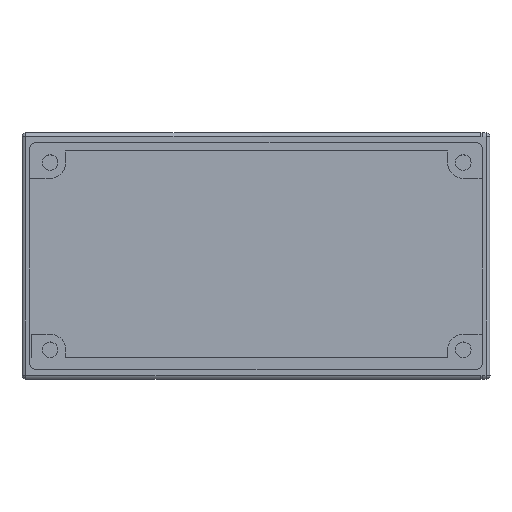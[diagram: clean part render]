
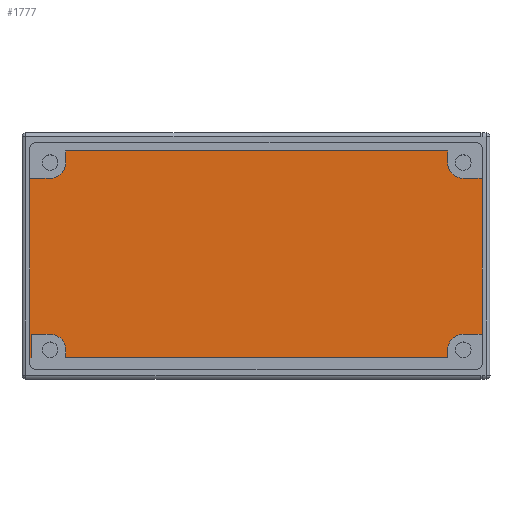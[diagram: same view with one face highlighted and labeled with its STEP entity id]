
A CAD part, top view. The second image highlights one B-rep face of the part: STEP entity #1777.
In plain terms, the highlighted planar face has unit normal (0, 0, 1).
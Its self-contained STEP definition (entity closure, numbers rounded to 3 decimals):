
#61=PLANE('',#1959);
#146=CIRCLE('',#1948,4.);
#148=CIRCLE('',#1955,4.);
#151=CIRCLE('',#1960,4.);
#152=CIRCLE('',#1961,4.);
#224=FACE_OUTER_BOUND('',#336,.T.);
#336=EDGE_LOOP('',(#1513,#1514,#1515,#1516,#1517,#1518,#1519,#1520,#1521,
#1522,#1523,#1524,#1525,#1526,#1527,#1528,#1529,#1530));
#477=LINE('',#2889,#662);
#481=LINE('',#2897,#666);
#505=LINE('',#2978,#690);
#509=LINE('',#2990,#694);
#511=LINE('',#2995,#696);
#515=LINE('',#3002,#700);
#518=LINE('',#3008,#703);
#519=LINE('',#3019,#704);
#520=LINE('',#3021,#705);
#521=LINE('',#3023,#706);
#522=LINE('',#3027,#707);
#523=LINE('',#3029,#708);
#524=LINE('',#3031,#709);
#525=LINE('',#3034,#710);
#662=VECTOR('',#2259,10.);
#666=VECTOR('',#2267,10.);
#690=VECTOR('',#2363,10.);
#694=VECTOR('',#2375,10.);
#696=VECTOR('',#2379,10.);
#700=VECTOR('',#2385,10.);
#703=VECTOR('',#2390,10.);
#704=VECTOR('',#2405,10.);
#705=VECTOR('',#2406,10.);
#706=VECTOR('',#2407,10.);
#707=VECTOR('',#2410,10.);
#708=VECTOR('',#2411,10.);
#709=VECTOR('',#2412,10.);
#710=VECTOR('',#2415,10.);
#849=VERTEX_POINT('',#2886);
#850=VERTEX_POINT('',#2888);
#851=VERTEX_POINT('',#2894);
#852=VERTEX_POINT('',#2896);
#873=VERTEX_POINT('',#2976);
#875=VERTEX_POINT('',#2982);
#877=VERTEX_POINT('',#2988);
#879=VERTEX_POINT('',#2994);
#881=VERTEX_POINT('',#3000);
#883=VERTEX_POINT('',#3006);
#886=VERTEX_POINT('',#3018);
#887=VERTEX_POINT('',#3020);
#888=VERTEX_POINT('',#3022);
#889=VERTEX_POINT('',#3024);
#890=VERTEX_POINT('',#3026);
#891=VERTEX_POINT('',#3028);
#892=VERTEX_POINT('',#3030);
#893=VERTEX_POINT('',#3032);
#1045=EDGE_CURVE('',#849,#850,#477,.T.);
#1049=EDGE_CURVE('',#851,#852,#481,.T.);
#1090=EDGE_CURVE('',#849,#873,#505,.T.);
#1093=EDGE_CURVE('',#873,#875,#146,.T.);
#1096=EDGE_CURVE('',#875,#877,#509,.T.);
#1098=EDGE_CURVE('',#879,#852,#511,.T.);
#1102=EDGE_CURVE('',#877,#881,#515,.T.);
#1105=EDGE_CURVE('',#881,#883,#518,.T.);
#1107=EDGE_CURVE('',#883,#879,#148,.T.);
#1110=EDGE_CURVE('',#851,#886,#519,.T.);
#1111=EDGE_CURVE('',#886,#887,#520,.T.);
#1112=EDGE_CURVE('',#887,#888,#521,.T.);
#1113=EDGE_CURVE('',#888,#889,#151,.T.);
#1114=EDGE_CURVE('',#889,#890,#522,.T.);
#1115=EDGE_CURVE('',#890,#891,#523,.T.);
#1116=EDGE_CURVE('',#891,#892,#524,.T.);
#1117=EDGE_CURVE('',#892,#893,#152,.T.);
#1118=EDGE_CURVE('',#893,#850,#525,.T.);
#1513=ORIENTED_EDGE('',*,*,#1090,.T.);
#1514=ORIENTED_EDGE('',*,*,#1093,.T.);
#1515=ORIENTED_EDGE('',*,*,#1096,.T.);
#1516=ORIENTED_EDGE('',*,*,#1102,.T.);
#1517=ORIENTED_EDGE('',*,*,#1105,.T.);
#1518=ORIENTED_EDGE('',*,*,#1107,.T.);
#1519=ORIENTED_EDGE('',*,*,#1098,.T.);
#1520=ORIENTED_EDGE('',*,*,#1049,.F.);
#1521=ORIENTED_EDGE('',*,*,#1110,.T.);
#1522=ORIENTED_EDGE('',*,*,#1111,.T.);
#1523=ORIENTED_EDGE('',*,*,#1112,.T.);
#1524=ORIENTED_EDGE('',*,*,#1113,.T.);
#1525=ORIENTED_EDGE('',*,*,#1114,.T.);
#1526=ORIENTED_EDGE('',*,*,#1115,.T.);
#1527=ORIENTED_EDGE('',*,*,#1116,.T.);
#1528=ORIENTED_EDGE('',*,*,#1117,.T.);
#1529=ORIENTED_EDGE('',*,*,#1118,.T.);
#1530=ORIENTED_EDGE('',*,*,#1045,.F.);
#1777=ADVANCED_FACE('',(#224),#61,.T.);
#1948=AXIS2_PLACEMENT_3D('',#2984,#2369,#2370);
#1955=AXIS2_PLACEMENT_3D('',#3011,#2395,#2396);
#1959=AXIS2_PLACEMENT_3D('',#3017,#2403,#2404);
#1960=AXIS2_PLACEMENT_3D('',#3025,#2408,#2409);
#1961=AXIS2_PLACEMENT_3D('',#3033,#2413,#2414);
#2259=DIRECTION('',(0.,-1.,0.));
#2267=DIRECTION('',(0.,1.,0.));
#2363=DIRECTION('',(-1.,0.,0.));
#2369=DIRECTION('center_axis',(0.,0.,-1.));
#2370=DIRECTION('ref_axis',(-1.,0.,0.));
#2375=DIRECTION('',(0.,1.,0.));
#2379=DIRECTION('',(-1.,0.,0.));
#2385=DIRECTION('',(-1.,0.,0.));
#2390=DIRECTION('',(0.,-1.,0.));
#2395=DIRECTION('center_axis',(0.,0.,-1.));
#2396=DIRECTION('ref_axis',(-1.,0.,0.));
#2403=DIRECTION('center_axis',(0.,0.,1.));
#2404=DIRECTION('ref_axis',(0.,-1.,0.));
#2405=DIRECTION('',(1.,0.,0.));
#2406=DIRECTION('',(0.,1.,0.));
#2407=DIRECTION('',(1.,0.,0.));
#2408=DIRECTION('center_axis',(0.,0.,-1.));
#2409=DIRECTION('ref_axis',(-1.,0.,0.));
#2410=DIRECTION('',(0.,-1.,0.));
#2411=DIRECTION('',(1.,0.,0.));
#2412=DIRECTION('',(0.,1.,0.));
#2413=DIRECTION('center_axis',(0.,0.,-1.));
#2414=DIRECTION('ref_axis',(-1.,0.,0.));
#2415=DIRECTION('',(1.,0.,0.));
#2886=CARTESIAN_POINT('',(207.851,-69.999,-3.));
#2888=CARTESIAN_POINT('',(207.859,-109.999,-3.));
#2889=CARTESIAN_POINT('',(207.852,-75.414,-3.));
#2894=CARTESIAN_POINT('',(91.8,-116.,-3.));
#2896=CARTESIAN_POINT('',(91.8,-70.,-3.));
#2897=CARTESIAN_POINT('',(91.8,-118.493,-3.));
#2976=CARTESIAN_POINT('',(203.,-70.,-3.));
#2978=CARTESIAN_POINT('',(147.651,-70.01,-3.));
#2982=CARTESIAN_POINT('',(199.,-66.,-3.));
#2984=CARTESIAN_POINT('Origin',(203.,-66.,-3.));
#2988=CARTESIAN_POINT('',(199.,-63.,-3.));
#2990=CARTESIAN_POINT('',(199.,-61.95,-3.));
#2994=CARTESIAN_POINT('',(97.,-70.,-3.));
#2995=CARTESIAN_POINT('',(92.05,-70.,-3.));
#3000=CARTESIAN_POINT('',(101.,-63.,-3.));
#3002=CARTESIAN_POINT('',(96.65,-63.,-3.));
#3006=CARTESIAN_POINT('',(101.,-66.,-3.));
#3008=CARTESIAN_POINT('',(101.,-63.45,-3.));
#3011=CARTESIAN_POINT('Origin',(97.,-66.,-3.));
#3017=CARTESIAN_POINT('Origin',(92.3,-60.9,-3.));
#3018=CARTESIAN_POINT('',(92.3,-116.,-3.));
#3019=CARTESIAN_POINT('',(92.3,-116.,-3.));
#3020=CARTESIAN_POINT('',(92.3,-110.,-3.));
#3021=CARTESIAN_POINT('',(92.3,-85.45,-3.));
#3022=CARTESIAN_POINT('',(97.,-110.,-3.));
#3023=CARTESIAN_POINT('',(94.65,-110.,-3.));
#3024=CARTESIAN_POINT('',(101.,-114.,-3.));
#3025=CARTESIAN_POINT('Origin',(97.,-114.,-3.));
#3026=CARTESIAN_POINT('',(101.,-116.,-3.));
#3027=CARTESIAN_POINT('',(101.,-88.45,-3.));
#3028=CARTESIAN_POINT('',(199.,-116.,-3.));
#3029=CARTESIAN_POINT('',(145.65,-116.,-3.));
#3030=CARTESIAN_POINT('',(199.,-114.,-3.));
#3031=CARTESIAN_POINT('',(199.,-87.45,-3.));
#3032=CARTESIAN_POINT('',(203.001,-110.,-3.));
#3033=CARTESIAN_POINT('Origin',(203.,-114.,-3.));
#3034=CARTESIAN_POINT('',(150.084,-110.01,-3.));
